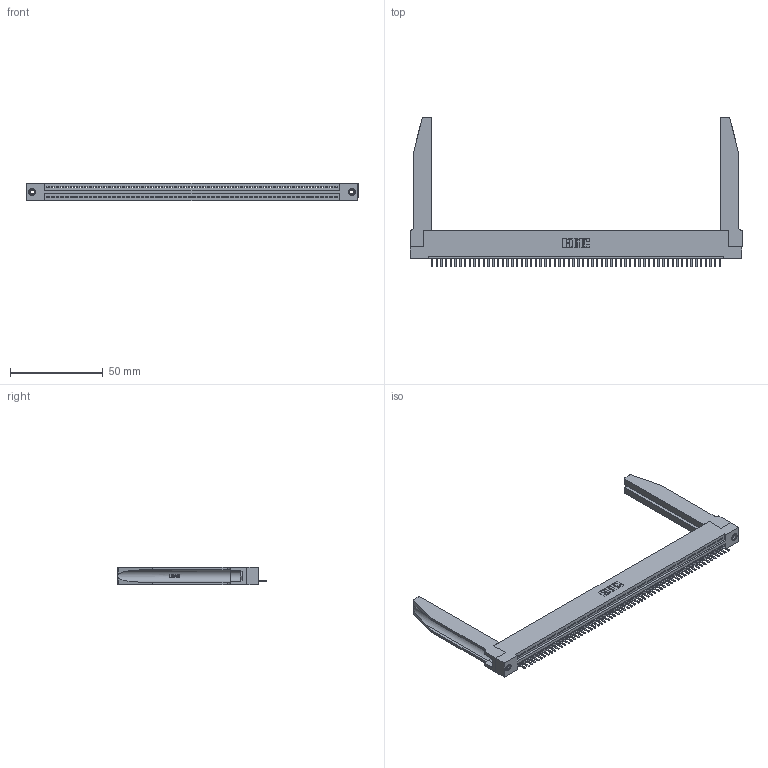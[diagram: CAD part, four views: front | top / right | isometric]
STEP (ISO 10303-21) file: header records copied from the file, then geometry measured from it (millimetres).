
FILE_DESCRIPTION (( 'STEP AP203' ), '1' );
FILE_NAME ('345-062-520-178.STEP', '2019-10-11T04:34:03', ( '' ), ( '' ), 'SwSTEP 2.0', 'SolidWorks 2016', '' );
FILE_SCHEMA (( 'CONFIG_CONTROL_DESIGN' ));
Length unit declared in the file: inch
Products named in the file (5): 345 Part_Flush Mounting Lugs - 0.156 Dia-TH; 345-220-078_345-220-078; 345-062-520-178; 345-250-001_345-250-001-102; 345-292-001_345-293-120
Assembly tree (67 placements, depth 2):
  345-062-520-178
    345 Part_Flush Mounting Lugs - 0.156 Dia-TH
    345-292-001_345-293-120  x62
    345-250-001_345-250-001-102  x2
    345-220-078_345-220-078  x2
Bounding box: 178.71 x 80.64 x 9.4 mm (x, y, z)
Volume: 24730.4 mm3; surface area: 29072.2 mm2
Topology: 67 solids, 67 shells, 4204 faces, 12357 edges, 8062 vertices
Faces by surface type: plane 2826, cylinder 1326, bspline 36, cone 12, torus 4
Entity records: 48824 total; most frequent: CARTESIAN_POINT 9365, ORIENTED_EDGE 8246, DIRECTION 7145, EDGE_CURVE 4123, LINE 3645, VECTOR 3645, VERTEX_POINT 2740, AXIS2_PLACEMENT_3D 1750
